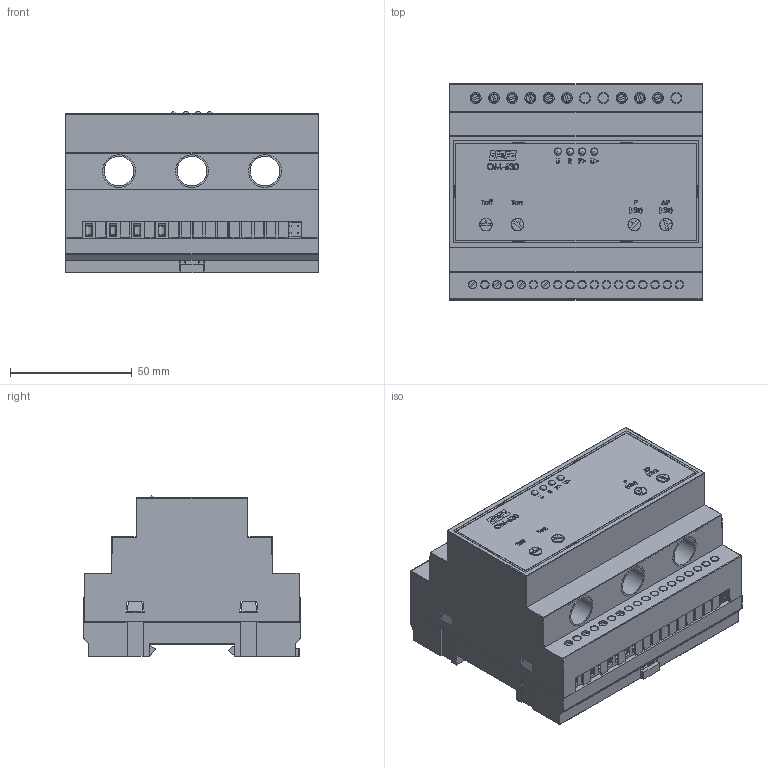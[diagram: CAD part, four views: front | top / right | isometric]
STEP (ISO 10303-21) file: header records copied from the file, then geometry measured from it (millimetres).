
FILE_DESCRIPTION(('STEP AP242'), '1');
FILE_NAME('OM-630 ñáîðêà', '', ('UNSPECIFIED'), ('UNSPECIFIED'), 'C3D Converter', 'C3D Toolkit', '');
FILE_SCHEMA(('AP242_MANAGED_MODEL_BASED_3D_ENGINEERING_MIM_LF { 1 0 10303 442 1 1 4 }'));
Length unit declared in the file: millimetre
Assembly tree (27 placements, depth 3):
  (unnamed)
    (unnamed)
    (unnamed)
      (unnamed)
      (unnamed)
      (unnamed)  x2
      (unnamed)
    (unnamed)
    (unnamed)  x5
      (unnamed)
    (unnamed)  x4
      (unnamed)
    (unnamed)
    (unnamed)  x4
    (unnamed)
Bounding box: 104 x 89.14 x 66.2 mm (x, y, z)
Volume: 80722.8 mm3; surface area: 116047.1 mm2
Topology: 78 solids, 78 shells, 2285 faces, 6093 edges, 4004 vertices
Faces by surface type: plane 1563, extrusion 332, cylinder 283, cone 76, sphere 23, torus 8
Full cylindrical faces by diameter (mm): 1.6 x4, 2 x18, 2.6 x4, 3 x4, 3.5 x22, 4.5 x9, 5 x4, 6.5 x4, 12.2 x3, 13.48 x3, 13.5 x6
Entity records: 58576 total; most frequent: CARTESIAN_POINT 11235, ORIENTED_EDGE 8816, DIRECTION 7155, EDGE_CURVE 4408, VECTOR 3535, LINE 3203, VERTEX_POINT 2938, EDGE_LOOP 1974
